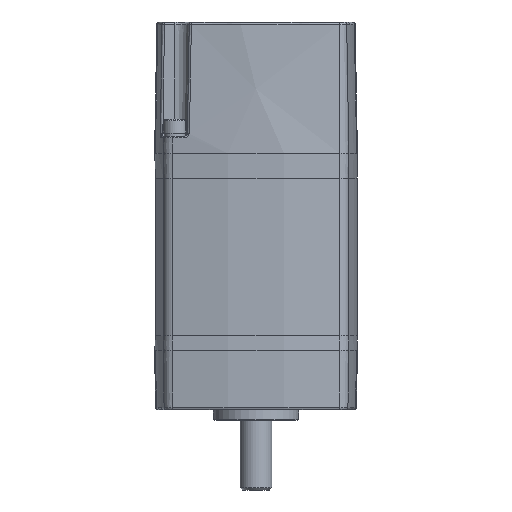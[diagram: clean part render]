
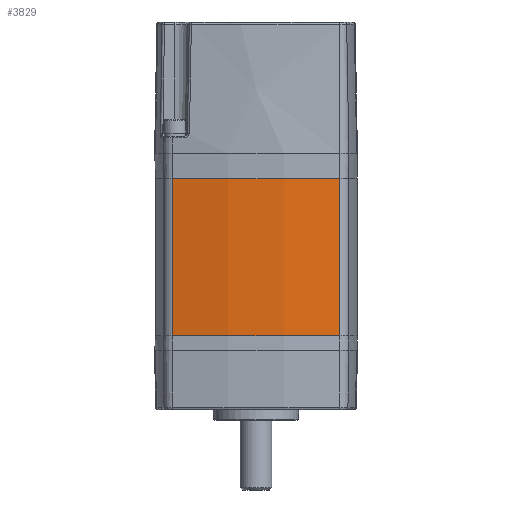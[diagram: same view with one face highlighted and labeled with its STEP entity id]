
A CAD part, front view. The second image highlights one B-rep face of the part: STEP entity #3829.
In plain terms, the highlighted cylindrical face has radius 123.096 mm (diameter 246.192 mm), a partial arc.
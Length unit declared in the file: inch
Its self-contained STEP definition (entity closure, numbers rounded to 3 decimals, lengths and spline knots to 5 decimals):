
#1875 = AXIS2_PLACEMENT_3D ( 'NONE', #46148, #19149, #50704 ) ;
#3829 = ADVANCED_FACE ( 'NONE', ( #4274 ), #27042, .T. ) ;
#4274 = FACE_OUTER_BOUND ( 'NONE', #16123, .T. ) ;
#5147 = CARTESIAN_POINT ( 'NONE',  ( 0.97836, -1.08722, 0. ) ) ;
#7655 = LINE ( 'NONE', #56119, #42436 ) ;
#11598 = DIRECTION ( 'NONE',  ( 0., 0., 1. ) ) ;
#12348 = EDGE_CURVE ( 'NONE', #28499, #12847, #7655, .T. ) ;
#12847 = VERTEX_POINT ( 'NONE', #5147 ) ;
#16051 = EDGE_CURVE ( 'NONE', #40979, #22503, #24811, .T. ) ;
#16123 = EDGE_LOOP ( 'NONE', ( #17662, #37371, #48659, #47411 ) ) ;
#17662 = ORIENTED_EDGE ( 'NONE', *, *, #29032, .F. ) ;
#18788 = CIRCLE ( 'NONE', #42395, 4.8463 ) ;
#19149 = DIRECTION ( 'NONE',  ( 0., 0., -1. ) ) ;
#19339 = DIRECTION ( 'NONE',  ( 1., 0., 0. ) ) ;
#22503 = VERTEX_POINT ( 'NONE', #48937 ) ;
#24811 = LINE ( 'NONE', #29517, #47393 ) ;
#27042 = CYLINDRICAL_SURFACE ( 'NONE', #36169, 4.8463 ) ;
#28470 = CARTESIAN_POINT ( 'NONE',  ( -0.97836, -1.08722, -1.84 ) ) ;
#28499 = VERTEX_POINT ( 'NONE', #44498 ) ;
#29032 = EDGE_CURVE ( 'NONE', #28499, #40979, #29595, .T. ) ;
#29517 = CARTESIAN_POINT ( 'NONE',  ( -0.97836, -1.08722, -5.19734 ) ) ;
#29595 = CIRCLE ( 'NONE', #1875, 4.8463 ) ;
#33587 = DIRECTION ( 'NONE',  ( 0., 0., 1. ) ) ;
#34562 = EDGE_CURVE ( 'NONE', #22503, #12847, #18788, .T. ) ;
#36169 = AXIS2_PLACEMENT_3D ( 'NONE', #50900, #46144, #19339 ) ;
#37371 = ORIENTED_EDGE ( 'NONE', *, *, #12348, .T. ) ;
#38603 = DIRECTION ( 'NONE',  ( 0., 0., 1. ) ) ;
#38716 = CARTESIAN_POINT ( 'NONE',  ( 0., 3.6593, 0. ) ) ;
#40979 = VERTEX_POINT ( 'NONE', #28470 ) ;
#42395 = AXIS2_PLACEMENT_3D ( 'NONE', #38716, #11598, #43310 ) ;
#42436 = VECTOR ( 'NONE', #33587, 39.37008 ) ;
#43310 = DIRECTION ( 'NONE',  ( 1., 0., 0. ) ) ;
#44498 = CARTESIAN_POINT ( 'NONE',  ( 0.97836, -1.08722, -1.84 ) ) ;
#46144 = DIRECTION ( 'NONE',  ( 0., 0., 1. ) ) ;
#46148 = CARTESIAN_POINT ( 'NONE',  ( 0., 3.6593, -1.84 ) ) ;
#47393 = VECTOR ( 'NONE', #38603, 39.37008 ) ;
#47411 = ORIENTED_EDGE ( 'NONE', *, *, #16051, .F. ) ;
#48659 = ORIENTED_EDGE ( 'NONE', *, *, #34562, .F. ) ;
#48937 = CARTESIAN_POINT ( 'NONE',  ( -0.97836, -1.08722, 0. ) ) ;
#50704 = DIRECTION ( 'NONE',  ( 1., 0., 0. ) ) ;
#50900 = CARTESIAN_POINT ( 'NONE',  ( 0., 3.6593, -5.19734 ) ) ;
#56119 = CARTESIAN_POINT ( 'NONE',  ( 0.97836, -1.08722, -5.19734 ) ) ;
